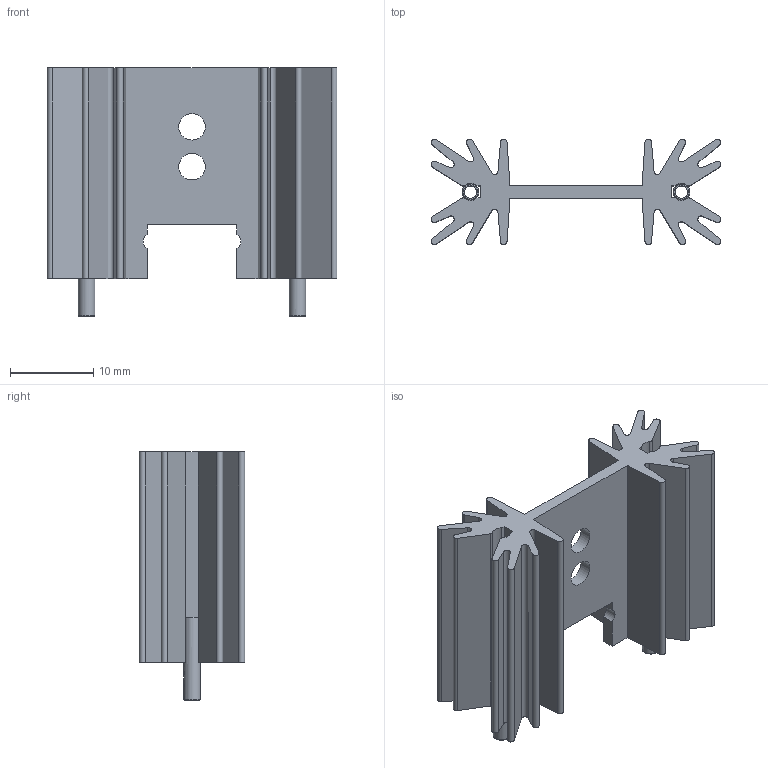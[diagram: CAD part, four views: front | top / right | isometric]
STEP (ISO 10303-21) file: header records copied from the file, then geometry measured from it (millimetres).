
FILE_DESCRIPTION(('FreeCAD Model'),'2;1');
FILE_NAME('Open CASCADE Shape Model','2022-05-13T12:22:38',( 'kicad StepUp'),('ksu MCAD'),'Open CASCADE STEP processor 7.5', 'FreeCAD','Unknown');
FILE_SCHEMA(('AUTOMOTIVE_DESIGN { 1 0 10303 214 1 1 1 1 }'));
Length unit declared in the file: millimetre
Products named in the file (3): SK_104_25; 001020037; A9001B20100008S
Assembly tree (3 placements, depth 2):
  SK_104_25
    001020037
    A9001B20100008S  x2
Bounding box: 34.9 x 12.7 x 29.9 mm (x, y, z)
Volume: 3733 mm3; surface area: 5299.3 mm2
Topology: 3 solids, 3 shells, 208 faces, 606 edges, 404 vertices
Faces by surface type: plane 108, cylinder 96, torus 4
Full cylindrical faces by diameter (mm): 3.2 x2
Entity records: 5655 total; most frequent: CARTESIAN_POINT 1610, ORIENTED_EDGE 864, DIRECTION 820, EDGE_CURVE 432, AXIS2_PLACEMENT_3D 294, VERTEX_POINT 288, LINE 232, VECTOR 232
